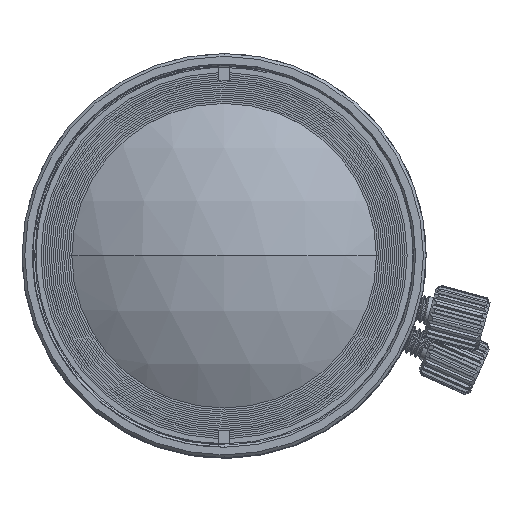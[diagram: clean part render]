
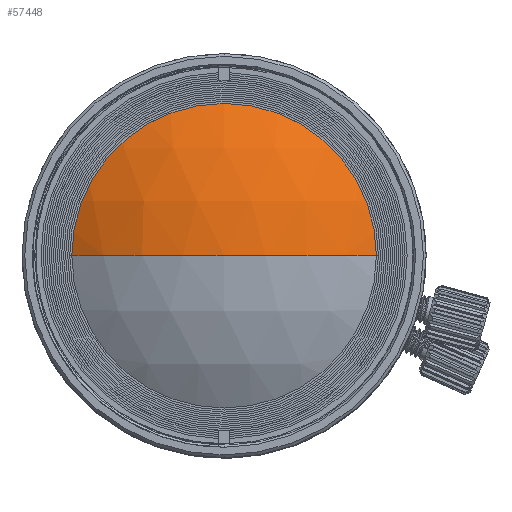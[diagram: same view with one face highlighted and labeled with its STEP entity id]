
A CAD part, top view. The second image highlights one B-rep face of the part: STEP entity #57448.
In plain terms, the highlighted spherical face has radius 20.918 mm.
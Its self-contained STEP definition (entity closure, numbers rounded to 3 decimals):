
#206 = CIRCLE ( 'NONE', #26109, 20.918 ) ;
#1837 = EDGE_CURVE ( 'NONE', #44534, #18234, #32159, .T. ) ;
#6211 = CARTESIAN_POINT ( 'NONE',  ( 0., 0., 34.553 ) ) ;
#9069 = VERTEX_POINT ( 'NONE', #60916 ) ;
#9957 = CIRCLE ( 'NONE', #43375, 20.918 ) ;
#9999 = CARTESIAN_POINT ( 'NONE',  ( 0., 0., 16.937 ) ) ;
#11900 = CARTESIAN_POINT ( 'NONE',  ( 0., 0., 16.937 ) ) ;
#14084 = DIRECTION ( 'NONE',  ( -1., 0., 0. ) ) ;
#15065 = CARTESIAN_POINT ( 'NONE',  ( 0., 0., 16.937 ) ) ;
#15781 = EDGE_CURVE ( 'NONE', #9069, #44534, #206, .T. ) ;
#15799 = EDGE_CURVE ( 'NONE', #9069, #18234, #9957, .T. ) ;
#16291 = FACE_OUTER_BOUND ( 'NONE', #42988, .T. ) ;
#17739 = CARTESIAN_POINT ( 'NONE',  ( 11.281, 0., 34.553 ) ) ;
#18234 = VERTEX_POINT ( 'NONE', #42158 ) ;
#26109 = AXIS2_PLACEMENT_3D ( 'NONE', #15065, #35638, #14084 ) ;
#26399 = DIRECTION ( 'NONE',  ( -1., 0., 0. ) ) ;
#26442 = ORIENTED_EDGE ( 'NONE', *, *, #15799, .F. ) ;
#26811 = DIRECTION ( 'NONE',  ( 0., 0., 1. ) ) ;
#28925 = AXIS2_PLACEMENT_3D ( 'NONE', #6211, #26811, #46049 ) ;
#30591 = DIRECTION ( 'NONE',  ( 1., 0., 0. ) ) ;
#32159 = CIRCLE ( 'NONE', #28925, 11.281 ) ;
#35638 = DIRECTION ( 'NONE',  ( 0., 1., 0. ) ) ;
#40065 = DIRECTION ( 'NONE',  ( 0., -1., 0. ) ) ;
#42158 = CARTESIAN_POINT ( 'NONE',  ( -11.281, 0., 34.553 ) ) ;
#42988 = EDGE_LOOP ( 'NONE', ( #26442, #51056, #58852 ) ) ;
#43375 = AXIS2_PLACEMENT_3D ( 'NONE', #9999, #40065, #30591 ) ;
#44534 = VERTEX_POINT ( 'NONE', #17739 ) ;
#46047 = AXIS2_PLACEMENT_3D ( 'NONE', #11900, #52052, #26399 ) ;
#46049 = DIRECTION ( 'NONE',  ( -1., 0., 0. ) ) ;
#51056 = ORIENTED_EDGE ( 'NONE', *, *, #15781, .T. ) ;
#52052 = DIRECTION ( 'NONE',  ( 0., 1., 0. ) ) ;
#57448 = ADVANCED_FACE ( 'NONE', ( #16291 ), #58438, .T. ) ;
#58438 = SPHERICAL_SURFACE ( 'NONE', #46047, 20.918 ) ;
#58852 = ORIENTED_EDGE ( 'NONE', *, *, #1837, .T. ) ;
#60916 = CARTESIAN_POINT ( 'NONE',  ( 0., 0., 37.855 ) ) ;
